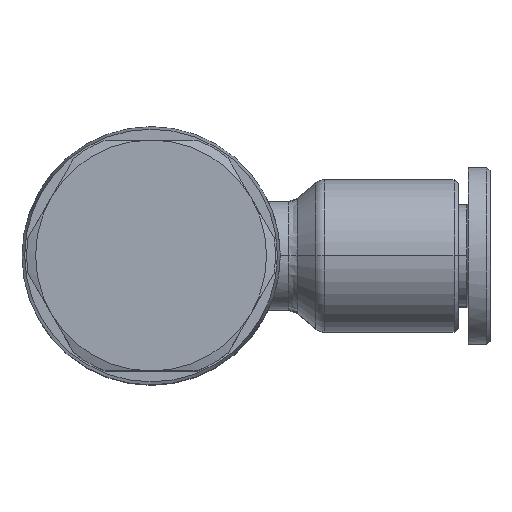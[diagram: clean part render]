
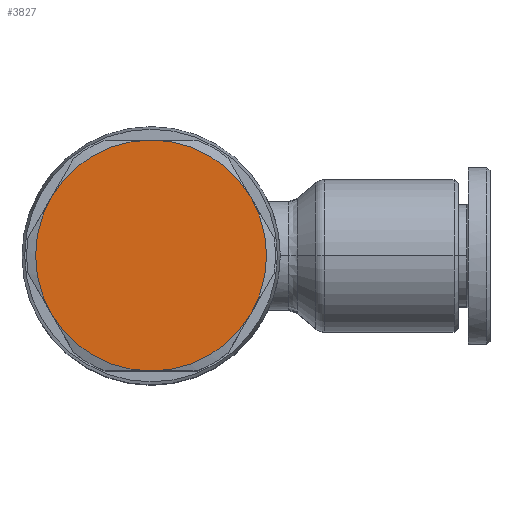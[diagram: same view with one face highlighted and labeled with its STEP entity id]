
A CAD part, top view. The second image highlights one B-rep face of the part: STEP entity #3827.
In plain terms, the highlighted planar face has unit normal (0, 0, 1).
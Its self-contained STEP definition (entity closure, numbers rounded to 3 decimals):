
#3197=CARTESIAN_POINT('',(2.,-8.5,12.));
#3198=VERTEX_POINT('',#3197);
#3221=CARTESIAN_POINT('',(9.361,-4.25,12.));
#3222=VERTEX_POINT('',#3221);
#3236=CARTESIAN_POINT('',(2.,0.0,12.));
#3237=DIRECTION('',(0.0,0.0,1.0));
#3238=DIRECTION('',(0.0,1.0,0.0));
#3239=AXIS2_PLACEMENT_3D('',#3236,#3237,#3238);
#3240=CIRCLE('',#3239,8.5);
#3241=EDGE_CURVE('',#3198,#3222,#3240,.T.);
#3251=CARTESIAN_POINT('',(9.361,4.25,12.));
#3252=VERTEX_POINT('',#3251);
#3268=CARTESIAN_POINT('',(2.,0.0,12.));
#3269=DIRECTION('',(0.0,0.0,1.0));
#3270=DIRECTION('',(0.0,1.0,0.0));
#3271=AXIS2_PLACEMENT_3D('',#3268,#3269,#3270);
#3272=CIRCLE('',#3271,8.5);
#3273=EDGE_CURVE('',#3222,#3252,#3272,.T.);
#3307=CARTESIAN_POINT('',(-5.361,-4.25,12.));
#3308=VERTEX_POINT('',#3307);
#3344=CARTESIAN_POINT('',(2.,0.0,12.));
#3345=DIRECTION('',(0.0,0.0,1.0));
#3346=DIRECTION('',(0.0,1.0,0.0));
#3347=AXIS2_PLACEMENT_3D('',#3344,#3345,#3346);
#3348=CIRCLE('',#3347,8.5);
#3349=EDGE_CURVE('',#3308,#3198,#3348,.T.);
#3361=CARTESIAN_POINT('',(-5.361,4.25,12.));
#3362=VERTEX_POINT('',#3361);
#3398=CARTESIAN_POINT('',(2.,0.0,12.));
#3399=DIRECTION('',(0.0,0.0,1.0));
#3400=DIRECTION('',(0.0,1.0,0.0));
#3401=AXIS2_PLACEMENT_3D('',#3398,#3399,#3400);
#3402=CIRCLE('',#3401,8.5);
#3403=EDGE_CURVE('',#3362,#3308,#3402,.T.);
#3413=CARTESIAN_POINT('',(2.,8.5,12.));
#3414=VERTEX_POINT('',#3413);
#3430=CARTESIAN_POINT('',(2.,0.0,12.));
#3431=DIRECTION('',(0.0,0.0,1.0));
#3432=DIRECTION('',(0.0,1.0,0.0));
#3433=AXIS2_PLACEMENT_3D('',#3430,#3431,#3432);
#3434=CIRCLE('',#3433,8.5);
#3435=EDGE_CURVE('',#3252,#3414,#3434,.T.);
#3504=CARTESIAN_POINT('',(2.,0.0,12.));
#3505=DIRECTION('',(0.0,0.0,1.0));
#3506=DIRECTION('',(0.0,1.0,0.0));
#3507=AXIS2_PLACEMENT_3D('',#3504,#3505,#3506);
#3508=CIRCLE('',#3507,8.5);
#3509=EDGE_CURVE('',#3414,#3362,#3508,.T.);
#3814=CARTESIAN_POINT('',(2.,0.,12.));
#3815=DIRECTION('',(0.0,0.0,-1.0));
#3816=DIRECTION('',(0.0,-1.0,0.0));
#3817=AXIS2_PLACEMENT_3D('',#3814,#3815,#3816);
#3818=PLANE('',#3817);
#3819=ORIENTED_EDGE('',*,*,#3273,.T.);
#3820=ORIENTED_EDGE('',*,*,#3435,.T.);
#3821=ORIENTED_EDGE('',*,*,#3509,.T.);
#3822=ORIENTED_EDGE('',*,*,#3403,.T.);
#3823=ORIENTED_EDGE('',*,*,#3349,.T.);
#3824=ORIENTED_EDGE('',*,*,#3241,.T.);
#3825=EDGE_LOOP('',(#3819,#3820,#3821,#3822,#3823,#3824));
#3826=FACE_OUTER_BOUND('',#3825,.T.);
#3827=ADVANCED_FACE('',(#3826),#3818,.F.);
